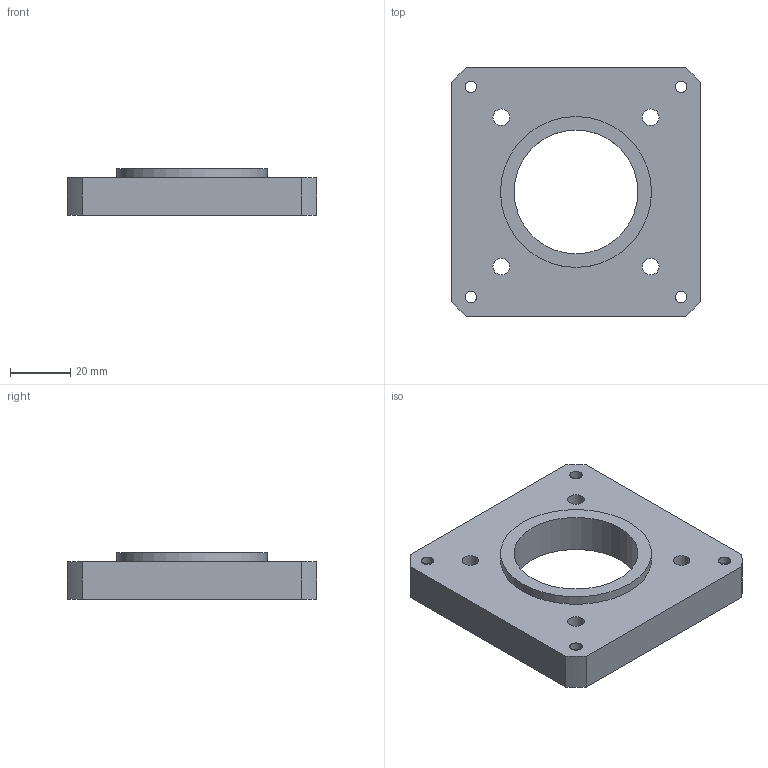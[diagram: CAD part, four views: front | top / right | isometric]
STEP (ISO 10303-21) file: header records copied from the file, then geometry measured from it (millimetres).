
FILE_DESCRIPTION(/* description */ ('Alibre Inc.'),/* implementation_level */ '2;1');
FILE_NAME(/* name */ 'export-33BBECAB-9AE0-4545-AE64-D69EBA910741',/* time_stamp */ '2019-08-08T09:27:48+02:00',/* author */ (''),/* organization */ (''),/* preprocessor_version */ 'ST-DEVELOPER v17',/* originating_system */ 'Alibre',/* authorisation */ '');
FILE_SCHEMA (('AUTOMOTIVE_DESIGN'));
Length unit declared in the file: millimetre
Bounding box: 82.5 x 82.5 x 15.5 mm (x, y, z)
Volume: 59761.8 mm3; surface area: 18946.4 mm2
Topology: 1 solids, 1 shells, 42 faces, 114 edges, 76 vertices
Faces by surface type: cylinder 22, plane 12, cone 8
Full cylindrical faces by diameter (mm): 4.2 x4, 5.5 x4, 10 x4, 41 x1, 50 x1
Entity records: 1179 total; most frequent: DIRECTION 210, CARTESIAN_POINT 187, ORIENTED_EDGE 160, AXIS2_PLACEMENT_3D 99, EDGE_LOOP 84, FACE_BOUND 84, EDGE_CURVE 80, VERTEX_POINT 64
